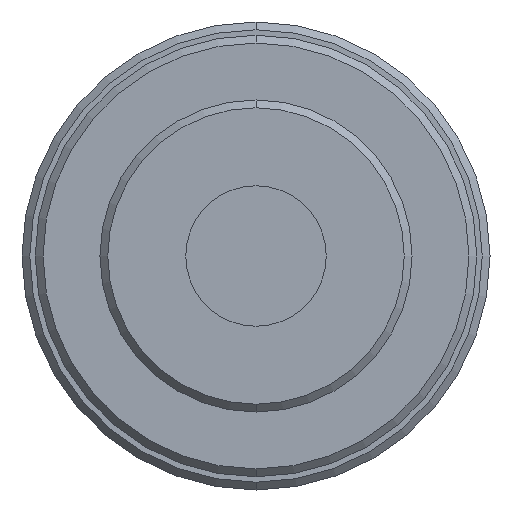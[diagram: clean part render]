
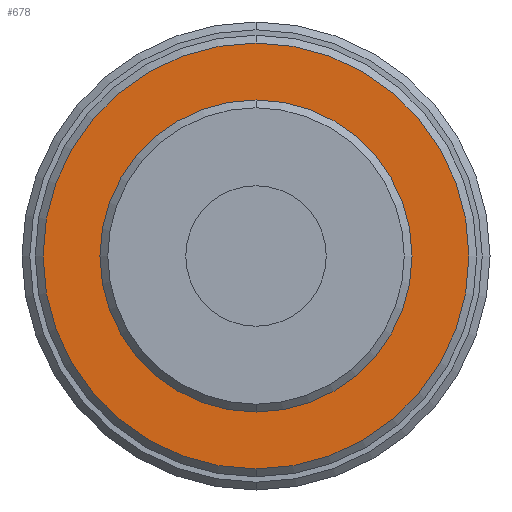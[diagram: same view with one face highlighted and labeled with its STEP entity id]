
A CAD part, front view. The second image highlights one B-rep face of the part: STEP entity #678.
In plain terms, the highlighted planar face has unit normal (0, -1, 0).
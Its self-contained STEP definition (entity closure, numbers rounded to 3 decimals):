
#80 = AXIS2_PLACEMENT_3D ( 'NONE', #542, #541, #540 ) ;
#84 = AXIS2_PLACEMENT_3D ( 'NONE', #415, #390, #389 ) ;
#215 = CARTESIAN_POINT ( 'NONE',  ( 0., 1.5, -10. ) ) ;
#239 = CARTESIAN_POINT ( 'NONE',  ( 0., 1.5, 10. ) ) ;
#249 = CARTESIAN_POINT ( 'NONE',  ( 0., 1.5, -13.65 ) ) ;
#257 = CARTESIAN_POINT ( 'NONE',  ( 0., 1.5, 13.65 ) ) ;
#389 = DIRECTION ( 'NONE',  ( 0., 0., -1. ) ) ;
#390 = DIRECTION ( 'NONE',  ( 0., -1., 0. ) ) ;
#415 = CARTESIAN_POINT ( 'NONE',  ( 0., 1.5, 0. ) ) ;
#540 = DIRECTION ( 'NONE',  ( 0., 0., -1. ) ) ;
#541 = DIRECTION ( 'NONE',  ( 0., -1., 0. ) ) ;
#542 = CARTESIAN_POINT ( 'NONE',  ( 0., 1.5, 0. ) ) ;
#667 = EDGE_CURVE ( 'NONE', #1919, #1930, #886, .T. ) ;
#678 = ADVANCED_FACE ( 'NONE', ( #1043, #1058 ), #1670, .T. ) ;
#761 = CIRCLE ( 'NONE', #84, 10. ) ;
#763 = EDGE_CURVE ( 'NONE', #1969, #1940, #853, .T. ) ;
#783 = CIRCLE ( 'NONE', #80, 13.65 ) ;
#853 = CIRCLE ( 'NONE', #1107, 10. ) ;
#886 = CIRCLE ( 'NONE', #1056, 13.65 ) ;
#921 = EDGE_CURVE ( 'NONE', #1930, #1919, #783, .T. ) ;
#960 = EDGE_CURVE ( 'NONE', #1940, #1969, #761, .T. ) ;
#1043 = FACE_OUTER_BOUND ( 'NONE', #1860, .T. ) ;
#1056 = AXIS2_PLACEMENT_3D ( 'NONE', #1685, #1684, #1683 ) ;
#1058 = FACE_BOUND ( 'NONE', #1862, .T. ) ;
#1107 = AXIS2_PLACEMENT_3D ( 'NONE', #1550, #1545, #1544 ) ;
#1130 = AXIS2_PLACEMENT_3D ( 'NONE', #1668, #1667, #1666 ) ;
#1544 = DIRECTION ( 'NONE',  ( 0., 0., -1. ) ) ;
#1545 = DIRECTION ( 'NONE',  ( 0., -1., 0. ) ) ;
#1550 = CARTESIAN_POINT ( 'NONE',  ( 0., 1.5, 0. ) ) ;
#1666 = DIRECTION ( 'NONE',  ( 0., 0., -1. ) ) ;
#1667 = DIRECTION ( 'NONE',  ( 0., -1., 0. ) ) ;
#1668 = CARTESIAN_POINT ( 'NONE',  ( 0., 1.5, 0. ) ) ;
#1670 = PLANE ( 'NONE',  #1130 ) ;
#1683 = DIRECTION ( 'NONE',  ( 0., 0., -1. ) ) ;
#1684 = DIRECTION ( 'NONE',  ( 0., -1., 0. ) ) ;
#1685 = CARTESIAN_POINT ( 'NONE',  ( 0., 1.5, 0. ) ) ;
#1851 = ORIENTED_EDGE ( 'NONE', *, *, #667, .T. ) ;
#1853 = ORIENTED_EDGE ( 'NONE', *, *, #921, .T. ) ;
#1860 = EDGE_LOOP ( 'NONE', ( #1851, #1853 ) ) ;
#1862 = EDGE_LOOP ( 'NONE', ( #1901, #1951 ) ) ;
#1901 = ORIENTED_EDGE ( 'NONE', *, *, #763, .F. ) ;
#1919 = VERTEX_POINT ( 'NONE', #257 ) ;
#1930 = VERTEX_POINT ( 'NONE', #249 ) ;
#1940 = VERTEX_POINT ( 'NONE', #239 ) ;
#1951 = ORIENTED_EDGE ( 'NONE', *, *, #960, .F. ) ;
#1969 = VERTEX_POINT ( 'NONE', #215 ) ;
